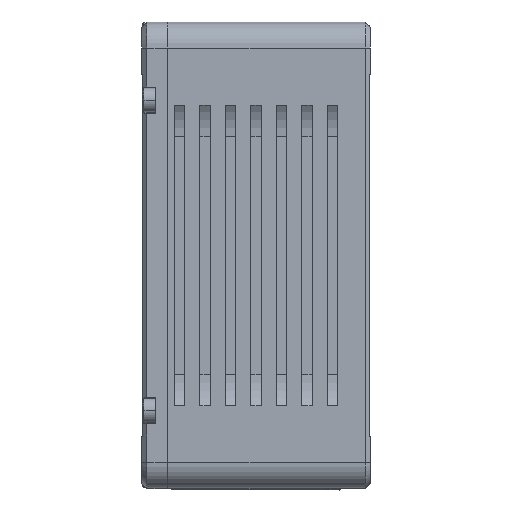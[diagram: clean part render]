
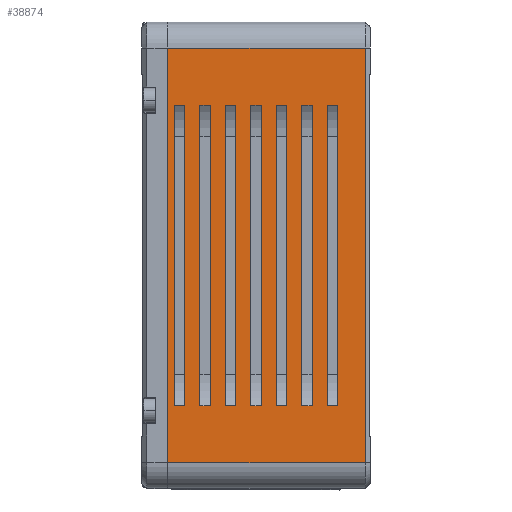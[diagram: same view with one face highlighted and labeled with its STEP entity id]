
A CAD part, front view. The second image highlights one B-rep face of the part: STEP entity #38874.
In plain terms, the highlighted planar face has unit normal (0, -1, 0).
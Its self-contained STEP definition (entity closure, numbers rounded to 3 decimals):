
#1922=DIRECTION('',(0.,0.,-1.));
#1923=VECTOR('',#1922,79.75);
#1924=CARTESIAN_POINT('',(21.,-20.,-5.));
#1925=LINE('',#1924,#1923);
#3320=DIRECTION('',(1.,0.,0.));
#3321=VECTOR('',#3320,37.95);
#3322=CARTESIAN_POINT('',(-16.95,-20.,-5.));
#3323=LINE('',#3322,#3321);
#3332=DIRECTION('',(-1.,0.,0.));
#3333=VECTOR('',#3332,37.95);
#3334=CARTESIAN_POINT('',(21.,-20.,-84.75));
#3335=LINE('',#3334,#3333);
#3890=DIRECTION('',(0.,0.,1.));
#3891=VECTOR('',#3890,79.75);
#3892=CARTESIAN_POINT('',(-16.95,-20.,-84.75));
#3893=LINE('',#3892,#3891);
#5333=DIRECTION('',(0.,0.,1.));
#5334=VECTOR('',#5333,57.75);
#5335=CARTESIAN_POINT('',(1.,-20.,-73.75));
#5336=LINE('',#5335,#5334);
#5346=DIRECTION('',(1.,0.,0.));
#5347=VECTOR('',#5346,2.);
#5348=CARTESIAN_POINT('',(-1.,-20.,-73.75));
#5349=LINE('',#5348,#5347);
#5359=DIRECTION('',(0.,0.,-1.));
#5360=VECTOR('',#5359,57.75);
#5361=CARTESIAN_POINT('',(-1.,-20.,-16.));
#5362=LINE('',#5361,#5360);
#5372=DIRECTION('',(-1.,0.,0.));
#5373=VECTOR('',#5372,2.);
#5374=CARTESIAN_POINT('',(1.,-20.,-16.));
#5375=LINE('',#5374,#5373);
#5385=DIRECTION('',(0.,0.,1.));
#5386=VECTOR('',#5385,57.75);
#5387=CARTESIAN_POINT('',(-3.9,-20.,-73.75));
#5388=LINE('',#5387,#5386);
#5398=DIRECTION('',(1.,0.,0.));
#5399=VECTOR('',#5398,2.);
#5400=CARTESIAN_POINT('',(-5.9,-20.,-73.75));
#5401=LINE('',#5400,#5399);
#5411=DIRECTION('',(0.,0.,-1.));
#5412=VECTOR('',#5411,57.75);
#5413=CARTESIAN_POINT('',(-5.9,-20.,-16.));
#5414=LINE('',#5413,#5412);
#5424=DIRECTION('',(-1.,0.,0.));
#5425=VECTOR('',#5424,2.);
#5426=CARTESIAN_POINT('',(-3.9,-20.,-16.));
#5427=LINE('',#5426,#5425);
#5437=DIRECTION('',(0.,0.,1.));
#5438=VECTOR('',#5437,57.75);
#5439=CARTESIAN_POINT('',(-8.8,-20.,-73.75));
#5440=LINE('',#5439,#5438);
#5450=DIRECTION('',(1.,0.,0.));
#5451=VECTOR('',#5450,2.);
#5452=CARTESIAN_POINT('',(-10.8,-20.,-73.75));
#5453=LINE('',#5452,#5451);
#5463=DIRECTION('',(0.,0.,-1.));
#5464=VECTOR('',#5463,57.75);
#5465=CARTESIAN_POINT('',(-10.8,-20.,-16.));
#5466=LINE('',#5465,#5464);
#5476=DIRECTION('',(-1.,0.,0.));
#5477=VECTOR('',#5476,2.);
#5478=CARTESIAN_POINT('',(-8.8,-20.,-16.));
#5479=LINE('',#5478,#5477);
#5489=DIRECTION('',(0.,0.,1.));
#5490=VECTOR('',#5489,57.75);
#5491=CARTESIAN_POINT('',(-13.7,-20.,-73.75));
#5492=LINE('',#5491,#5490);
#5502=DIRECTION('',(1.,0.,0.));
#5503=VECTOR('',#5502,2.);
#5504=CARTESIAN_POINT('',(-15.7,-20.,-73.75));
#5505=LINE('',#5504,#5503);
#5515=DIRECTION('',(0.,0.,-1.));
#5516=VECTOR('',#5515,57.75);
#5517=CARTESIAN_POINT('',(-15.7,-20.,-16.));
#5518=LINE('',#5517,#5516);
#5528=DIRECTION('',(-1.,0.,0.));
#5529=VECTOR('',#5528,2.);
#5530=CARTESIAN_POINT('',(-13.7,-20.,-16.));
#5531=LINE('',#5530,#5529);
#5541=DIRECTION('',(0.,0.,1.));
#5542=VECTOR('',#5541,57.75);
#5543=CARTESIAN_POINT('',(5.9,-20.,-73.75));
#5544=LINE('',#5543,#5542);
#5554=DIRECTION('',(1.,0.,0.));
#5555=VECTOR('',#5554,2.);
#5556=CARTESIAN_POINT('',(3.9,-20.,-73.75));
#5557=LINE('',#5556,#5555);
#5567=DIRECTION('',(0.,0.,-1.));
#5568=VECTOR('',#5567,57.75);
#5569=CARTESIAN_POINT('',(3.9,-20.,-16.));
#5570=LINE('',#5569,#5568);
#5580=DIRECTION('',(-1.,0.,0.));
#5581=VECTOR('',#5580,2.);
#5582=CARTESIAN_POINT('',(5.9,-20.,-16.));
#5583=LINE('',#5582,#5581);
#5593=DIRECTION('',(0.,0.,1.));
#5594=VECTOR('',#5593,57.75);
#5595=CARTESIAN_POINT('',(10.8,-20.,-73.75));
#5596=LINE('',#5595,#5594);
#5606=DIRECTION('',(1.,0.,0.));
#5607=VECTOR('',#5606,2.);
#5608=CARTESIAN_POINT('',(8.8,-20.,-73.75));
#5609=LINE('',#5608,#5607);
#5619=DIRECTION('',(0.,0.,-1.));
#5620=VECTOR('',#5619,57.75);
#5621=CARTESIAN_POINT('',(8.8,-20.,-16.));
#5622=LINE('',#5621,#5620);
#5632=DIRECTION('',(-1.,0.,0.));
#5633=VECTOR('',#5632,2.);
#5634=CARTESIAN_POINT('',(10.8,-20.,-16.));
#5635=LINE('',#5634,#5633);
#5645=DIRECTION('',(0.,0.,1.));
#5646=VECTOR('',#5645,57.75);
#5647=CARTESIAN_POINT('',(15.7,-20.,-73.75));
#5648=LINE('',#5647,#5646);
#5658=DIRECTION('',(1.,0.,0.));
#5659=VECTOR('',#5658,2.);
#5660=CARTESIAN_POINT('',(13.7,-20.,-73.75));
#5661=LINE('',#5660,#5659);
#5671=DIRECTION('',(0.,0.,-1.));
#5672=VECTOR('',#5671,57.75);
#5673=CARTESIAN_POINT('',(13.7,-20.,-16.));
#5674=LINE('',#5673,#5672);
#5684=DIRECTION('',(-1.,0.,0.));
#5685=VECTOR('',#5684,2.);
#5686=CARTESIAN_POINT('',(15.7,-20.,-16.));
#5687=LINE('',#5686,#5685);
#30253=CARTESIAN_POINT('',(21.,-20.,-84.75));
#30254=CARTESIAN_POINT('',(-16.95,-20.,-84.75));
#30255=VERTEX_POINT('',#30253);
#30256=VERTEX_POINT('',#30254);
#30297=CARTESIAN_POINT('',(8.8,-20.,-73.75));
#30298=CARTESIAN_POINT('',(10.8,-20.,-73.75));
#30299=VERTEX_POINT('',#30297);
#30300=VERTEX_POINT('',#30298);
#30538=CARTESIAN_POINT('',(-10.8,-20.,-73.75));
#30539=CARTESIAN_POINT('',(-8.8,-20.,-73.75));
#30540=VERTEX_POINT('',#30538);
#30541=VERTEX_POINT('',#30539);
#30948=CARTESIAN_POINT('',(5.9,-20.,-73.75));
#30950=VERTEX_POINT('',#30948);
#31282=CARTESIAN_POINT('',(1.,-20.,-16.));
#31283=CARTESIAN_POINT('',(-1.,-20.,-16.));
#31284=VERTEX_POINT('',#31282);
#31285=VERTEX_POINT('',#31283);
#31980=CARTESIAN_POINT('',(-13.7,-20.,-73.75));
#31981=CARTESIAN_POINT('',(-13.7,-20.,-16.));
#31982=VERTEX_POINT('',#31980);
#31983=VERTEX_POINT('',#31981);
#32044=CARTESIAN_POINT('',(-3.9,-20.,-16.));
#32046=VERTEX_POINT('',#32044);
#32149=CARTESIAN_POINT('',(-1.,-20.,-73.75));
#32151=VERTEX_POINT('',#32149);
#32215=CARTESIAN_POINT('',(1.,-20.,-73.75));
#32216=VERTEX_POINT('',#32215);
#32362=CARTESIAN_POINT('',(15.7,-20.,-16.));
#32363=CARTESIAN_POINT('',(13.7,-20.,-16.));
#32364=VERTEX_POINT('',#32362);
#32365=VERTEX_POINT('',#32363);
#32401=CARTESIAN_POINT('',(3.9,-20.,-73.75));
#32402=VERTEX_POINT('',#32401);
#32484=CARTESIAN_POINT('',(-5.9,-20.,-16.));
#32486=VERTEX_POINT('',#32484);
#32577=CARTESIAN_POINT('',(-8.8,-20.,-16.));
#32578=VERTEX_POINT('',#32577);
#32701=CARTESIAN_POINT('',(8.8,-20.,-16.));
#32702=VERTEX_POINT('',#32701);
#32717=CARTESIAN_POINT('',(10.8,-20.,-16.));
#32718=VERTEX_POINT('',#32717);
#32909=CARTESIAN_POINT('',(-3.9,-20.,-73.75));
#32911=VERTEX_POINT('',#32909);
#33413=CARTESIAN_POINT('',(-5.9,-20.,-73.75));
#33414=VERTEX_POINT('',#33413);
#33567=CARTESIAN_POINT('',(13.7,-20.,-73.75));
#33568=CARTESIAN_POINT('',(15.7,-20.,-73.75));
#33569=VERTEX_POINT('',#33567);
#33570=VERTEX_POINT('',#33568);
#33768=CARTESIAN_POINT('',(3.9,-20.,-16.));
#33769=VERTEX_POINT('',#33768);
#34030=CARTESIAN_POINT('',(-16.95,-20.,-5.));
#34031=VERTEX_POINT('',#34030);
#34039=CARTESIAN_POINT('',(-15.7,-20.,-73.75));
#34040=VERTEX_POINT('',#34039);
#34092=CARTESIAN_POINT('',(-15.7,-20.,-16.));
#34093=VERTEX_POINT('',#34092);
#34102=CARTESIAN_POINT('',(21.,-20.,-5.));
#34103=VERTEX_POINT('',#34102);
#34601=CARTESIAN_POINT('',(5.9,-20.,-16.));
#34602=VERTEX_POINT('',#34601);
#34951=CARTESIAN_POINT('',(-10.8,-20.,-16.));
#34952=VERTEX_POINT('',#34951);
#38791=CARTESIAN_POINT('',(0.75,-20.,-82.302));
#38792=DIRECTION('',(0.,-1.,0.));
#38793=DIRECTION('',(0.,0.,-1.));
#38794=AXIS2_PLACEMENT_3D('',#38791,#38792,#38793);
#38795=PLANE('',#38794);
#38797=ORIENTED_EDGE('',*,*,#38796,.T.);
#38799=ORIENTED_EDGE('',*,*,#38798,.T.);
#38800=ORIENTED_EDGE('',*,*,#38782,.T.);
#38801=ORIENTED_EDGE('',*,*,#37006,.T.);
#38802=EDGE_LOOP('',(#38797,#38799,#38800,#38801));
#38803=FACE_OUTER_BOUND('',#38802,.F.);
#38805=ORIENTED_EDGE('',*,*,#38804,.T.);
#38807=ORIENTED_EDGE('',*,*,#38806,.T.);
#38809=ORIENTED_EDGE('',*,*,#38808,.T.);
#38811=ORIENTED_EDGE('',*,*,#38810,.T.);
#38812=EDGE_LOOP('',(#38805,#38807,#38809,#38811));
#38813=FACE_BOUND('',#38812,.F.);
#38815=ORIENTED_EDGE('',*,*,#38814,.T.);
#38817=ORIENTED_EDGE('',*,*,#38816,.T.);
#38819=ORIENTED_EDGE('',*,*,#38818,.T.);
#38821=ORIENTED_EDGE('',*,*,#38820,.T.);
#38822=EDGE_LOOP('',(#38815,#38817,#38819,#38821));
#38823=FACE_BOUND('',#38822,.F.);
#38825=ORIENTED_EDGE('',*,*,#38824,.T.);
#38827=ORIENTED_EDGE('',*,*,#38826,.T.);
#38829=ORIENTED_EDGE('',*,*,#38828,.T.);
#38831=ORIENTED_EDGE('',*,*,#38830,.T.);
#38832=EDGE_LOOP('',(#38825,#38827,#38829,#38831));
#38833=FACE_BOUND('',#38832,.F.);
#38835=ORIENTED_EDGE('',*,*,#38834,.T.);
#38837=ORIENTED_EDGE('',*,*,#38836,.T.);
#38839=ORIENTED_EDGE('',*,*,#38838,.T.);
#38841=ORIENTED_EDGE('',*,*,#38840,.T.);
#38842=EDGE_LOOP('',(#38835,#38837,#38839,#38841));
#38843=FACE_BOUND('',#38842,.F.);
#38845=ORIENTED_EDGE('',*,*,#38844,.T.);
#38847=ORIENTED_EDGE('',*,*,#38846,.T.);
#38849=ORIENTED_EDGE('',*,*,#38848,.T.);
#38851=ORIENTED_EDGE('',*,*,#38850,.T.);
#38852=EDGE_LOOP('',(#38845,#38847,#38849,#38851));
#38853=FACE_BOUND('',#38852,.F.);
#38855=ORIENTED_EDGE('',*,*,#38854,.T.);
#38857=ORIENTED_EDGE('',*,*,#38856,.T.);
#38859=ORIENTED_EDGE('',*,*,#38858,.T.);
#38861=ORIENTED_EDGE('',*,*,#38860,.T.);
#38862=EDGE_LOOP('',(#38855,#38857,#38859,#38861));
#38863=FACE_BOUND('',#38862,.F.);
#38865=ORIENTED_EDGE('',*,*,#38864,.T.);
#38867=ORIENTED_EDGE('',*,*,#38866,.T.);
#38869=ORIENTED_EDGE('',*,*,#38868,.T.);
#38871=ORIENTED_EDGE('',*,*,#38870,.T.);
#38872=EDGE_LOOP('',(#38865,#38867,#38869,#38871));
#38873=FACE_BOUND('',#38872,.F.);
#38874=ADVANCED_FACE('',(#38803,#38813,#38823,#38833,#38843,#38853,#38863,
#38873),#38795,.T.);
#37006=EDGE_CURVE('',#34103,#30255,#1925,.T.);
#38782=EDGE_CURVE('',#34031,#34103,#3323,.T.);
#38796=EDGE_CURVE('',#30255,#30256,#3335,.T.);
#38798=EDGE_CURVE('',#30256,#34031,#3893,.T.);
#38804=EDGE_CURVE('',#32216,#31284,#5336,.T.);
#38806=EDGE_CURVE('',#31284,#31285,#5375,.T.);
#38808=EDGE_CURVE('',#31285,#32151,#5362,.T.);
#38810=EDGE_CURVE('',#32151,#32216,#5349,.T.);
#38814=EDGE_CURVE('',#32911,#32046,#5388,.T.);
#38816=EDGE_CURVE('',#32046,#32486,#5427,.T.);
#38818=EDGE_CURVE('',#32486,#33414,#5414,.T.);
#38820=EDGE_CURVE('',#33414,#32911,#5401,.T.);
#38824=EDGE_CURVE('',#30541,#32578,#5440,.T.);
#38826=EDGE_CURVE('',#32578,#34952,#5479,.T.);
#38828=EDGE_CURVE('',#34952,#30540,#5466,.T.);
#38830=EDGE_CURVE('',#30540,#30541,#5453,.T.);
#38834=EDGE_CURVE('',#31982,#31983,#5492,.T.);
#38836=EDGE_CURVE('',#31983,#34093,#5531,.T.);
#38838=EDGE_CURVE('',#34093,#34040,#5518,.T.);
#38840=EDGE_CURVE('',#34040,#31982,#5505,.T.);
#38844=EDGE_CURVE('',#30950,#34602,#5544,.T.);
#38846=EDGE_CURVE('',#34602,#33769,#5583,.T.);
#38848=EDGE_CURVE('',#33769,#32402,#5570,.T.);
#38850=EDGE_CURVE('',#32402,#30950,#5557,.T.);
#38854=EDGE_CURVE('',#30300,#32718,#5596,.T.);
#38856=EDGE_CURVE('',#32718,#32702,#5635,.T.);
#38858=EDGE_CURVE('',#32702,#30299,#5622,.T.);
#38860=EDGE_CURVE('',#30299,#30300,#5609,.T.);
#38864=EDGE_CURVE('',#33570,#32364,#5648,.T.);
#38866=EDGE_CURVE('',#32364,#32365,#5687,.T.);
#38868=EDGE_CURVE('',#32365,#33569,#5674,.T.);
#38870=EDGE_CURVE('',#33569,#33570,#5661,.T.);
